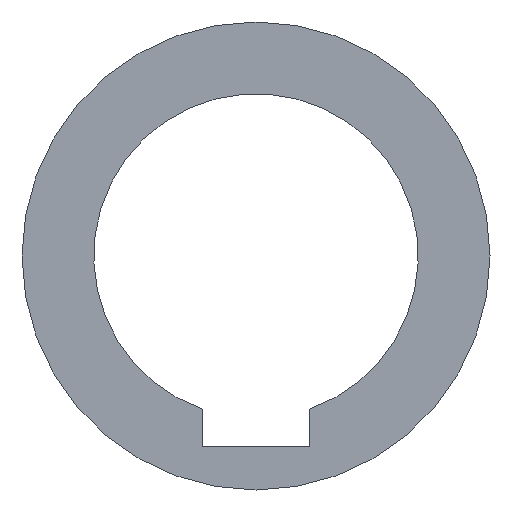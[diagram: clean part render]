
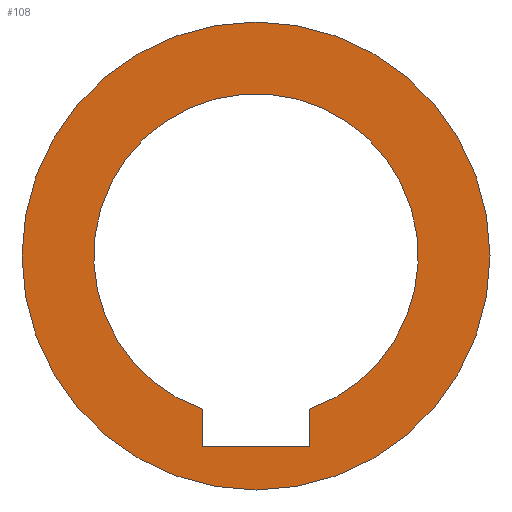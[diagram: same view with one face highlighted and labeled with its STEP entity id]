
A CAD part, front view. The second image highlights one B-rep face of the part: STEP entity #108.
In plain terms, the highlighted planar face has unit normal (0, -1, 0).
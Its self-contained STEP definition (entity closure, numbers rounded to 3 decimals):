
#4 = DIRECTION ( 'NONE',  ( 0., 1., 0. ) ) ;
#12 = EDGE_CURVE ( 'NONE', #120, #253, #116, .T. ) ;
#16 = AXIS2_PLACEMENT_3D ( 'NONE', #242, #219, #92 ) ;
#23 = VERTEX_POINT ( 'NONE', #67 ) ;
#25 = EDGE_CURVE ( 'NONE', #147, #120, #209, .T. ) ;
#29 = CARTESIAN_POINT ( 'NONE',  ( 0., 0., 0. ) ) ;
#30 = AXIS2_PLACEMENT_3D ( 'NONE', #277, #281, #113 ) ;
#37 = AXIS2_PLACEMENT_3D ( 'NONE', #274, #275, #295 ) ;
#46 = ORIENTED_EDGE ( 'NONE', *, *, #95, .F. ) ;
#57 = CARTESIAN_POINT ( 'NONE',  ( -7.5, 0., -26.6 ) ) ;
#64 = CIRCLE ( 'NONE', #30, 32.6 ) ;
#67 = CARTESIAN_POINT ( 'NONE',  ( 7.5, 0., -26.6 ) ) ;
#72 = LINE ( 'NONE', #57, #229 ) ;
#80 = CARTESIAN_POINT ( 'NONE',  ( -7.5, 0., -26.6 ) ) ;
#83 = AXIS2_PLACEMENT_3D ( 'NONE', #29, #4, #254 ) ;
#92 = DIRECTION ( 'NONE',  ( 0., 0., 1. ) ) ;
#95 = EDGE_CURVE ( 'NONE', #239, #218, #185, .T. ) ;
#97 = EDGE_LOOP ( 'NONE', ( #296, #248, #199, #284 ) ) ;
#108 = ADVANCED_FACE ( 'NONE', ( #205, #305 ), #133, .F. ) ;
#113 = DIRECTION ( 'NONE',  ( 0., 0., 1. ) ) ;
#116 = CIRCLE ( 'NONE', #16, 22.6 ) ;
#117 = DIRECTION ( 'NONE',  ( 0., 0., -1. ) ) ;
#120 = VERTEX_POINT ( 'NONE', #298 ) ;
#121 = EDGE_CURVE ( 'NONE', #23, #147, #72, .T. ) ;
#125 = VECTOR ( 'NONE', #266, 1000. ) ;
#133 = PLANE ( 'NONE',  #83 ) ;
#147 = VERTEX_POINT ( 'NONE', #80 ) ;
#151 = VECTOR ( 'NONE', #117, 1000. ) ;
#161 = DIRECTION ( 'NONE',  ( -1., 0., 0. ) ) ;
#176 = CARTESIAN_POINT ( 'NONE',  ( -7.5, 0., -26.6 ) ) ;
#185 = CIRCLE ( 'NONE', #37, 32.6 ) ;
#193 = CARTESIAN_POINT ( 'NONE',  ( 0., 0., 32.6 ) ) ;
#194 = LINE ( 'NONE', #263, #151 ) ;
#199 = ORIENTED_EDGE ( 'NONE', *, *, #121, .T. ) ;
#205 = FACE_OUTER_BOUND ( 'NONE', #251, .T. ) ;
#209 = LINE ( 'NONE', #176, #125 ) ;
#214 = CARTESIAN_POINT ( 'NONE',  ( 7.5, 0., -21.319 ) ) ;
#218 = VERTEX_POINT ( 'NONE', #193 ) ;
#219 = DIRECTION ( 'NONE',  ( 0., 1., 0. ) ) ;
#229 = VECTOR ( 'NONE', #161, 1000. ) ;
#239 = VERTEX_POINT ( 'NONE', #282 ) ;
#242 = CARTESIAN_POINT ( 'NONE',  ( 0., 0., 0. ) ) ;
#248 = ORIENTED_EDGE ( 'NONE', *, *, #286, .T. ) ;
#251 = EDGE_LOOP ( 'NONE', ( #46, #273 ) ) ;
#253 = VERTEX_POINT ( 'NONE', #214 ) ;
#254 = DIRECTION ( 'NONE',  ( 0., 0., 1. ) ) ;
#263 = CARTESIAN_POINT ( 'NONE',  ( 7.5, 0., -26.6 ) ) ;
#266 = DIRECTION ( 'NONE',  ( 0., 0., 1. ) ) ;
#273 = ORIENTED_EDGE ( 'NONE', *, *, #285, .F. ) ;
#274 = CARTESIAN_POINT ( 'NONE',  ( 0., 0., 0. ) ) ;
#275 = DIRECTION ( 'NONE',  ( 0., 1., 0. ) ) ;
#277 = CARTESIAN_POINT ( 'NONE',  ( 0., 0., 0. ) ) ;
#281 = DIRECTION ( 'NONE',  ( 0., 1., 0. ) ) ;
#282 = CARTESIAN_POINT ( 'NONE',  ( 0., 0., -32.6 ) ) ;
#284 = ORIENTED_EDGE ( 'NONE', *, *, #25, .T. ) ;
#285 = EDGE_CURVE ( 'NONE', #218, #239, #64, .T. ) ;
#286 = EDGE_CURVE ( 'NONE', #253, #23, #194, .T. ) ;
#295 = DIRECTION ( 'NONE',  ( 0., 0., 1. ) ) ;
#296 = ORIENTED_EDGE ( 'NONE', *, *, #12, .T. ) ;
#298 = CARTESIAN_POINT ( 'NONE',  ( -7.5, 0., -21.319 ) ) ;
#305 = FACE_BOUND ( 'NONE', #97, .T. ) ;
